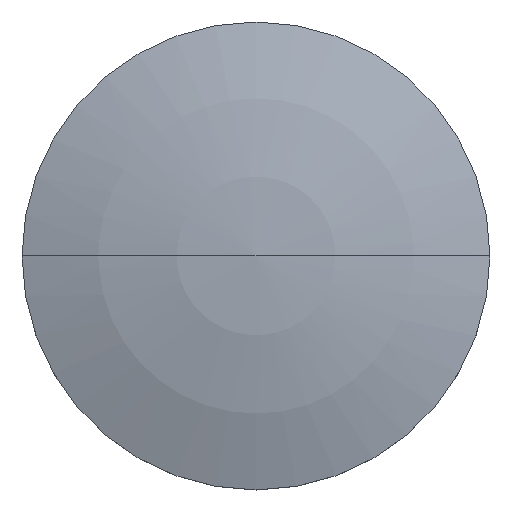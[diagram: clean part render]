
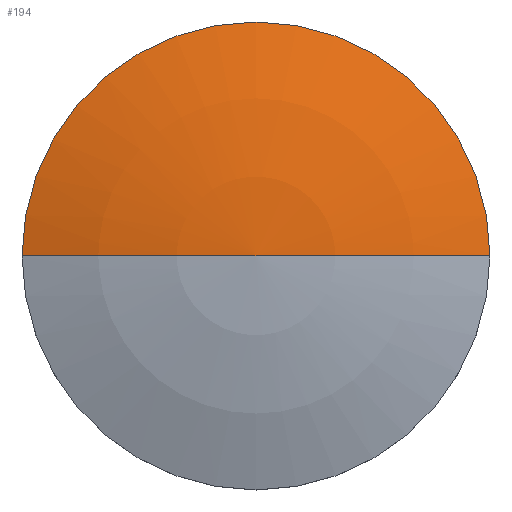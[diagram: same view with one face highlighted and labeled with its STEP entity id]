
A CAD part, top view. The second image highlights one B-rep face of the part: STEP entity #194.
In plain terms, the highlighted spherical face has radius 50.016 mm.
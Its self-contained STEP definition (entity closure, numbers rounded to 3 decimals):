
#106=EDGE_CURVE('',#176,#120,#254,.T.);
#120=VERTEX_POINT('',#269);
#160=VERTEX_POINT('',#314);
#164=EDGE_CURVE('',#160,#176,#319,.T.);
#176=VERTEX_POINT('',#332);
#194=ADVANCED_FACE('',(#352),#353,.T.);
#198=EDGE_CURVE('',#160,#120,#357,.T.);
#254=CIRCLE('',#411,50.016);
#269=CARTESIAN_POINT('',(-16.5,0.,26.2));
#314=CARTESIAN_POINT('',(16.5,0.,26.2));
#319=CIRCLE('',#492,50.016);
#332=CARTESIAN_POINT('',(0.,0.,29.0));
#352=FACE_OUTER_BOUND('',#535,.T.);
#353=SPHERICAL_SURFACE('',#536,50.016);
#357=CIRCLE('',#542,16.5);
#411=AXIS2_PLACEMENT_3D('',#606,#607,#608);
#492=AXIS2_PLACEMENT_3D('',#691,#692,#693);
#535=EDGE_LOOP('',(#729,#730,#731));
#536=AXIS2_PLACEMENT_3D('',#732,#733,#734);
#542=AXIS2_PLACEMENT_3D('',#738,#739,#740);
#606=CARTESIAN_POINT('',(0.,0.,-21.016));
#607=DIRECTION('',(0.,-1.0,0.0));
#608=DIRECTION('',(0.0,0.0,1.0));
#691=CARTESIAN_POINT('',(0.,0.,-21.016));
#692=DIRECTION('',(0.,-1.0,0.0));
#693=DIRECTION('',(0.0,0.0,1.0));
#729=ORIENTED_EDGE('',*,*,#106,.F.);
#730=ORIENTED_EDGE('',*,*,#164,.F.);
#731=ORIENTED_EDGE('',*,*,#198,.T.);
#732=CARTESIAN_POINT('',(0.,0.,-21.016));
#733=DIRECTION('',(0.0,0.0,1.0));
#734=DIRECTION('',(1.0,0.,0.0));
#738=CARTESIAN_POINT('',(0.0,0.,26.2));
#739=DIRECTION('',(0.0,-0.0,1.0));
#740=DIRECTION('',(1.0,0.,0.0));
